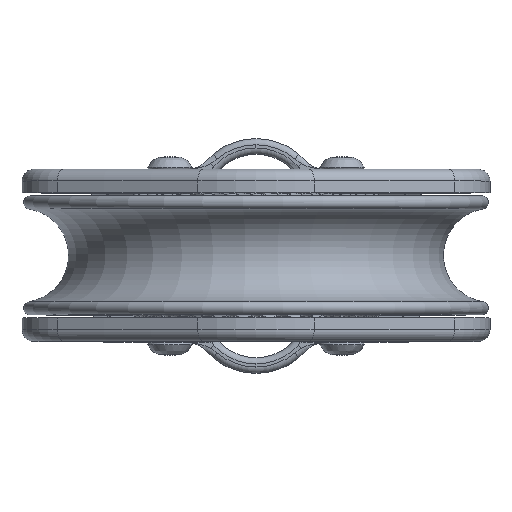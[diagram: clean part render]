
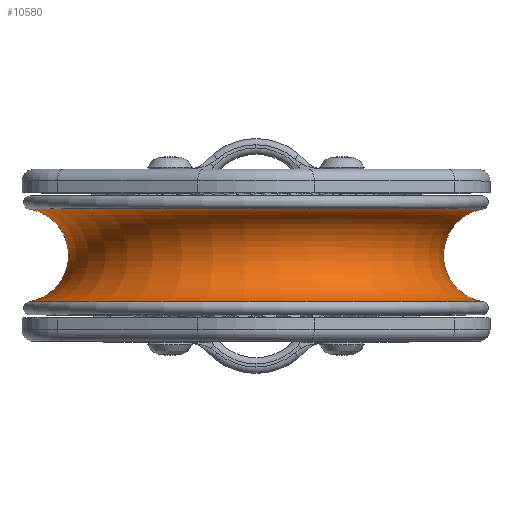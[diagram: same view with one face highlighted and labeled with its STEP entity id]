
A CAD part, top view. The second image highlights one B-rep face of the part: STEP entity #10580.
In plain terms, the highlighted toroidal (fillet/blend) face has major radius 30 mm and minor radius 6 mm.
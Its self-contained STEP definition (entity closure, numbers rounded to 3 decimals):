
#2015=FACE_BOUND('',#3113,.T.);
#2453=FACE_OUTER_BOUND('',#3112,.T.);
#3112=EDGE_LOOP('',(#8764));
#3113=EDGE_LOOP('',(#8765));
#3857=CIRCLE('',#11723,29.041);
#3858=CIRCLE('',#11725,29.041);
#5025=VERTEX_POINT('',#18408);
#5026=VERTEX_POINT('',#18411);
#6420=EDGE_CURVE('',#5025,#5025,#3857,.T.);
#6421=EDGE_CURVE('',#5026,#5026,#3858,.T.);
#8764=ORIENTED_EDGE('',*,*,#6420,.T.);
#8765=ORIENTED_EDGE('',*,*,#6421,.F.);
#10167=TOROIDAL_SURFACE('',#11724,30.,6.);
#10580=ADVANCED_FACE('',(#2453,#2015),#10167,.F.);
#11723=AXIS2_PLACEMENT_3D('',#18409,#14496,#14497);
#11724=AXIS2_PLACEMENT_3D('',#18410,#14498,#14499);
#11725=AXIS2_PLACEMENT_3D('',#18412,#14500,#14501);
#14496=DIRECTION('center_axis',(0.,-1.,0.));
#14497=DIRECTION('ref_axis',(0.993,0.,-0.117));
#14498=DIRECTION('center_axis',(0.,-1.,0.));
#14499=DIRECTION('ref_axis',(-0.993,0.,0.117));
#14500=DIRECTION('center_axis',(0.,-1.,0.));
#14501=DIRECTION('ref_axis',(0.993,0.,-0.117));
#18408=CARTESIAN_POINT('',(-3.386,5.923,-28.843));
#18409=CARTESIAN_POINT('Origin',(0.,5.923,0.));
#18410=CARTESIAN_POINT('Origin',(0.,0.,
0.));
#18411=CARTESIAN_POINT('',(-3.386,-5.923,-28.843));
#18412=CARTESIAN_POINT('Origin',(0.,-5.923,
0.));
